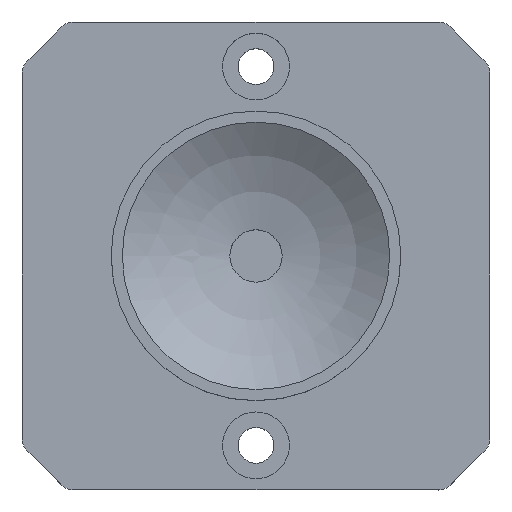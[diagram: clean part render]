
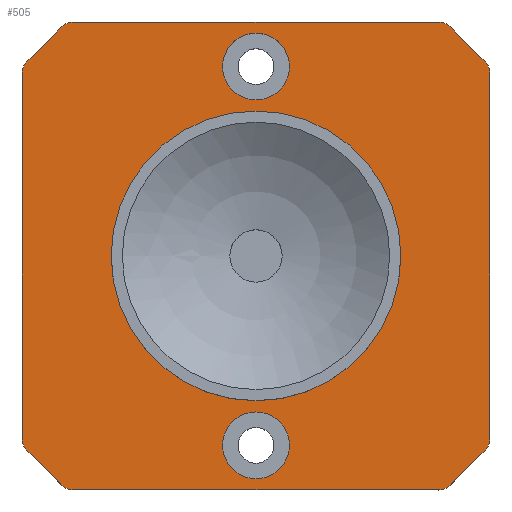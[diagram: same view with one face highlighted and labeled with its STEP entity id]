
A CAD part, top view. The second image highlights one B-rep face of the part: STEP entity #505.
In plain terms, the highlighted planar face has unit normal (0, 0, 1).
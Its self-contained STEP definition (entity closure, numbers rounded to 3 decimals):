
#24=LINE('',#795,#62);
#28=LINE('',#807,#66);
#32=LINE('',#819,#70);
#36=LINE('',#831,#74);
#40=LINE('',#843,#78);
#44=LINE('',#855,#82);
#48=LINE('',#867,#86);
#52=LINE('',#879,#90);
#62=VECTOR('',#645,10.);
#66=VECTOR('',#657,10.);
#70=VECTOR('',#669,10.);
#74=VECTOR('',#681,10.);
#78=VECTOR('',#693,10.);
#82=VECTOR('',#705,10.);
#86=VECTOR('',#717,10.);
#90=VECTOR('',#729,10.);
#109=FACE_BOUND('',#174,.T.);
#110=FACE_BOUND('',#175,.T.);
#111=FACE_BOUND('',#176,.T.);
#141=FACE_OUTER_BOUND('',#173,.T.);
#173=EDGE_LOOP('',(#427,#428,#429,#430,#431,#432,#433,#434,#435,#436,#437,
#438,#439,#440,#441,#442));
#174=EDGE_LOOP('',(#443));
#175=EDGE_LOOP('',(#444));
#176=EDGE_LOOP('',(#445));
#182=CIRCLE('',#525,3.);
#186=CIRCLE('',#532,3.);
#194=CIRCLE('',#545,13.);
#196=CIRCLE('',#550,1.5);
#198=CIRCLE('',#554,1.5);
#200=CIRCLE('',#558,1.5);
#202=CIRCLE('',#562,1.5);
#204=CIRCLE('',#566,1.5);
#206=CIRCLE('',#570,1.5);
#208=CIRCLE('',#574,1.5);
#210=CIRCLE('',#578,1.5);
#213=VERTEX_POINT('',#748);
#217=VERTEX_POINT('',#761);
#224=VERTEX_POINT('',#784);
#227=VERTEX_POINT('',#792);
#228=VERTEX_POINT('',#794);
#230=VERTEX_POINT('',#800);
#232=VERTEX_POINT('',#806);
#234=VERTEX_POINT('',#812);
#236=VERTEX_POINT('',#818);
#238=VERTEX_POINT('',#824);
#240=VERTEX_POINT('',#830);
#242=VERTEX_POINT('',#836);
#244=VERTEX_POINT('',#842);
#246=VERTEX_POINT('',#848);
#248=VERTEX_POINT('',#854);
#250=VERTEX_POINT('',#860);
#252=VERTEX_POINT('',#866);
#254=VERTEX_POINT('',#872);
#256=VERTEX_POINT('',#878);
#259=EDGE_CURVE('',#213,#213,#182,.T.);
#265=EDGE_CURVE('',#217,#217,#186,.T.);
#277=EDGE_CURVE('',#224,#224,#194,.T.);
#280=EDGE_CURVE('',#228,#227,#24,.T.);
#283=EDGE_CURVE('',#230,#228,#196,.T.);
#286=EDGE_CURVE('',#232,#230,#28,.T.);
#289=EDGE_CURVE('',#234,#232,#198,.T.);
#292=EDGE_CURVE('',#236,#234,#32,.T.);
#295=EDGE_CURVE('',#238,#236,#200,.T.);
#298=EDGE_CURVE('',#240,#238,#36,.T.);
#301=EDGE_CURVE('',#242,#240,#202,.T.);
#304=EDGE_CURVE('',#244,#242,#40,.T.);
#307=EDGE_CURVE('',#246,#244,#204,.T.);
#310=EDGE_CURVE('',#248,#246,#44,.T.);
#313=EDGE_CURVE('',#250,#248,#206,.T.);
#316=EDGE_CURVE('',#252,#250,#48,.T.);
#319=EDGE_CURVE('',#254,#252,#208,.T.);
#322=EDGE_CURVE('',#256,#254,#52,.T.);
#325=EDGE_CURVE('',#227,#256,#210,.T.);
#427=ORIENTED_EDGE('',*,*,#325,.T.);
#428=ORIENTED_EDGE('',*,*,#322,.T.);
#429=ORIENTED_EDGE('',*,*,#319,.T.);
#430=ORIENTED_EDGE('',*,*,#316,.T.);
#431=ORIENTED_EDGE('',*,*,#313,.T.);
#432=ORIENTED_EDGE('',*,*,#310,.T.);
#433=ORIENTED_EDGE('',*,*,#307,.T.);
#434=ORIENTED_EDGE('',*,*,#304,.T.);
#435=ORIENTED_EDGE('',*,*,#301,.T.);
#436=ORIENTED_EDGE('',*,*,#298,.T.);
#437=ORIENTED_EDGE('',*,*,#295,.T.);
#438=ORIENTED_EDGE('',*,*,#292,.T.);
#439=ORIENTED_EDGE('',*,*,#289,.T.);
#440=ORIENTED_EDGE('',*,*,#286,.T.);
#441=ORIENTED_EDGE('',*,*,#283,.T.);
#442=ORIENTED_EDGE('',*,*,#280,.T.);
#443=ORIENTED_EDGE('',*,*,#259,.T.);
#444=ORIENTED_EDGE('',*,*,#265,.T.);
#445=ORIENTED_EDGE('',*,*,#277,.T.);
#476=PLANE('',#579);
#505=ADVANCED_FACE('',(#141,#109,#110,#111),#476,.T.);
#525=AXIS2_PLACEMENT_3D('',#749,#591,#592);
#532=AXIS2_PLACEMENT_3D('',#762,#607,#608);
#545=AXIS2_PLACEMENT_3D('',#786,#637,#638);
#550=AXIS2_PLACEMENT_3D('',#801,#651,#652);
#554=AXIS2_PLACEMENT_3D('',#813,#663,#664);
#558=AXIS2_PLACEMENT_3D('',#825,#675,#676);
#562=AXIS2_PLACEMENT_3D('',#837,#687,#688);
#566=AXIS2_PLACEMENT_3D('',#849,#699,#700);
#570=AXIS2_PLACEMENT_3D('',#861,#711,#712);
#574=AXIS2_PLACEMENT_3D('',#873,#723,#724);
#578=AXIS2_PLACEMENT_3D('',#883,#735,#736);
#579=AXIS2_PLACEMENT_3D('',#884,#737,#738);
#591=DIRECTION('center_axis',(0.,0.,
-1.));
#592=DIRECTION('ref_axis',(1.,0.,0.));
#607=DIRECTION('center_axis',(0.,0.,
-1.));
#608=DIRECTION('ref_axis',(1.,0.,0.));
#637=DIRECTION('center_axis',(0.,0.,
-1.));
#638=DIRECTION('ref_axis',(-1.,0.,0.));
#645=DIRECTION('',(0.707,0.707,0.));
#651=DIRECTION('center_axis',(0.,0.,
1.));
#652=DIRECTION('ref_axis',(0.,-1.,0.));
#657=DIRECTION('',(1.,0.,0.));
#663=DIRECTION('center_axis',(0.,0.,
1.));
#664=DIRECTION('ref_axis',(-0.707,-0.707,0.));
#669=DIRECTION('',(0.707,-0.707,0.));
#675=DIRECTION('center_axis',(0.,0.,
1.));
#676=DIRECTION('ref_axis',(-1.,0.,0.));
#681=DIRECTION('',(0.,-1.,0.));
#687=DIRECTION('center_axis',(0.,0.,
1.));
#688=DIRECTION('ref_axis',(-0.707,0.707,0.));
#693=DIRECTION('',(-0.707,-0.707,0.));
#699=DIRECTION('center_axis',(0.,0.,
1.));
#700=DIRECTION('ref_axis',(0.,1.,0.));
#705=DIRECTION('',(-1.,0.,0.));
#711=DIRECTION('center_axis',(0.,0.,
1.));
#712=DIRECTION('ref_axis',(0.707,0.707,0.));
#717=DIRECTION('',(-0.707,0.707,0.));
#723=DIRECTION('center_axis',(0.,0.,
1.));
#724=DIRECTION('ref_axis',(1.,0.,0.));
#729=DIRECTION('',(0.,1.,0.));
#735=DIRECTION('center_axis',(0.,0.,
1.));
#736=DIRECTION('ref_axis',(0.707,-0.707,0.));
#737=DIRECTION('center_axis',(0.,0.,
1.));
#738=DIRECTION('ref_axis',(1.,0.,0.));
#748=CARTESIAN_POINT('',(8.433,31.508,-16.691));
#749=CARTESIAN_POINT('Origin',(11.433,31.508,-16.691));
#761=CARTESIAN_POINT('',(8.433,-2.492,-16.691));
#762=CARTESIAN_POINT('Origin',(11.433,-2.492,-16.691));
#784=CARTESIAN_POINT('',(24.433,14.508,-16.691));
#786=CARTESIAN_POINT('Origin',(11.433,14.508,-16.691));
#792=CARTESIAN_POINT('',(31.994,-2.931,-16.691));
#794=CARTESIAN_POINT('',(28.872,-6.052,-16.691));
#795=CARTESIAN_POINT('',(28.872,-6.052,-16.691));
#800=CARTESIAN_POINT('',(27.812,-6.492,-16.691));
#801=CARTESIAN_POINT('Origin',(27.812,-4.992,-16.691));
#806=CARTESIAN_POINT('',(-4.946,-6.492,-16.691));
#807=CARTESIAN_POINT('',(-4.946,-6.492,-16.691));
#812=CARTESIAN_POINT('',(-6.006,-6.052,-16.691));
#813=CARTESIAN_POINT('Origin',(-4.946,-4.992,-16.691));
#818=CARTESIAN_POINT('',(-9.128,-2.931,-16.691));
#819=CARTESIAN_POINT('',(-9.128,-2.931,-16.691));
#824=CARTESIAN_POINT('',(-9.567,-1.87,-16.691));
#825=CARTESIAN_POINT('Origin',(-8.067,-1.87,-16.691));
#830=CARTESIAN_POINT('',(-9.567,30.887,-16.691));
#831=CARTESIAN_POINT('',(-9.567,30.887,-16.691));
#836=CARTESIAN_POINT('',(-9.128,31.948,-16.691));
#837=CARTESIAN_POINT('Origin',(-8.067,30.887,-16.691));
#842=CARTESIAN_POINT('',(-6.006,35.069,-16.691));
#843=CARTESIAN_POINT('',(-6.006,35.069,-16.691));
#848=CARTESIAN_POINT('',(-4.946,35.508,-16.691));
#849=CARTESIAN_POINT('Origin',(-4.946,34.008,-16.691));
#854=CARTESIAN_POINT('',(27.812,35.508,-16.691));
#855=CARTESIAN_POINT('',(27.812,35.508,-16.691));
#860=CARTESIAN_POINT('',(28.872,35.069,-16.691));
#861=CARTESIAN_POINT('Origin',(27.812,34.008,-16.691));
#866=CARTESIAN_POINT('',(31.994,31.948,-16.691));
#867=CARTESIAN_POINT('',(31.994,31.948,-16.691));
#872=CARTESIAN_POINT('',(32.433,30.887,-16.691));
#873=CARTESIAN_POINT('Origin',(30.933,30.887,-16.691));
#878=CARTESIAN_POINT('',(32.433,-1.87,-16.691));
#879=CARTESIAN_POINT('',(32.433,-1.87,-16.691));
#883=CARTESIAN_POINT('Origin',(30.933,-1.87,-16.691));
#884=CARTESIAN_POINT('Origin',(11.433,14.508,-16.691));
